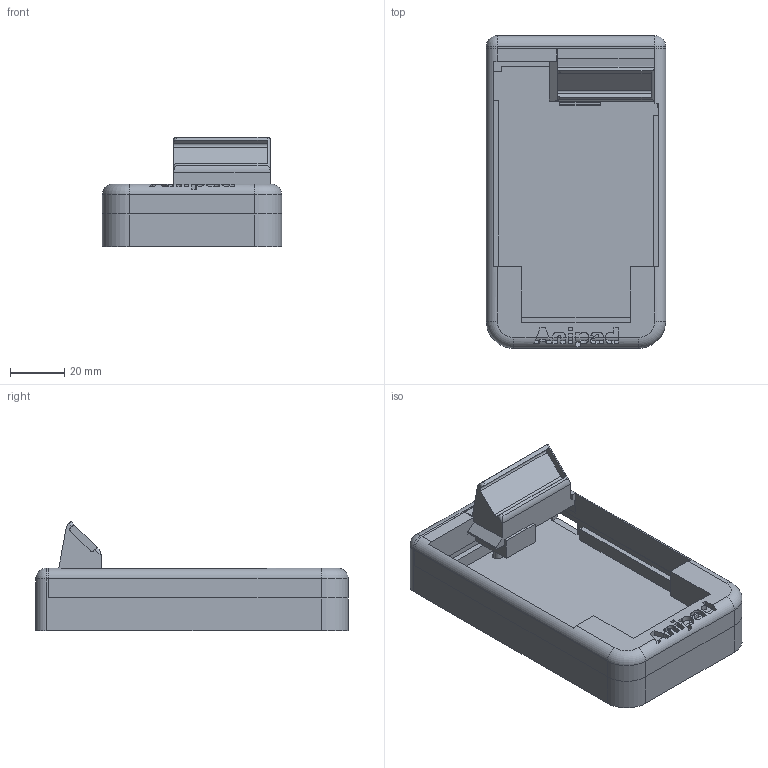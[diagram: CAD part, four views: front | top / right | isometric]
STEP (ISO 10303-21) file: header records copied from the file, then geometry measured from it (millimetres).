
FILE_DESCRIPTION(/* description */ ('KiCad electronic assembly'),/* implementation_level */ '2;1');
FILE_NAME(/* name */ 'AnipadPrintedParts.step',/* time_stamp */ '2024-10-18T18:00:41-05:00',/* author */ (''),/* organization */ (''),/* preprocessor_version */ 'ST-DEVELOPER v20',/* originating_system */ 'Autodesk Translation Framework v13.20.0.188',/* authorisation */ '');
FILE_SCHEMA (('AUTOMOTIVE_DESIGN { 1 0 10303 214 3 1 1 }'));
Length unit declared in the file: millimetre
Products named in the file (5): Hackpad 1; Shell; M3x12 SHCS v1; M3x12 SHCS v1_1; M3 Threaded Insert v3
Assembly tree (7 placements, depth 2):
  Hackpad 1
    Shell
    M3x12 SHCS v1
    M3x12 SHCS v1_1  x2
    M3 Threaded Insert v3  x3
Bounding box: 66 x 115 x 40.18 mm (x, y, z)
Volume: 83073.2 mm3; surface area: 39324.2 mm2
Topology: 9 solids, 9 shells, 649 faces, 1749 edges, 1138 vertices
Faces by surface type: bspline 280, plane 216, cylinder 131, cone 18, sphere 2, torus 2
Full cylindrical faces by diameter (mm): 2.9 x3, 3 x3, 4.2 x4, 4.25 x3, 4.6 x3, 4.7 x4, 5.5 x3, 6 x3
Entity records: 15365 total; most frequent: CARTESIAN_POINT 6068, ORIENTED_EDGE 2088, DIRECTION 1580, EDGE_CURVE 1044, VERTEX_POINT 673, LINE 550, VECTOR 550, AXIS2_PLACEMENT_3D 515
